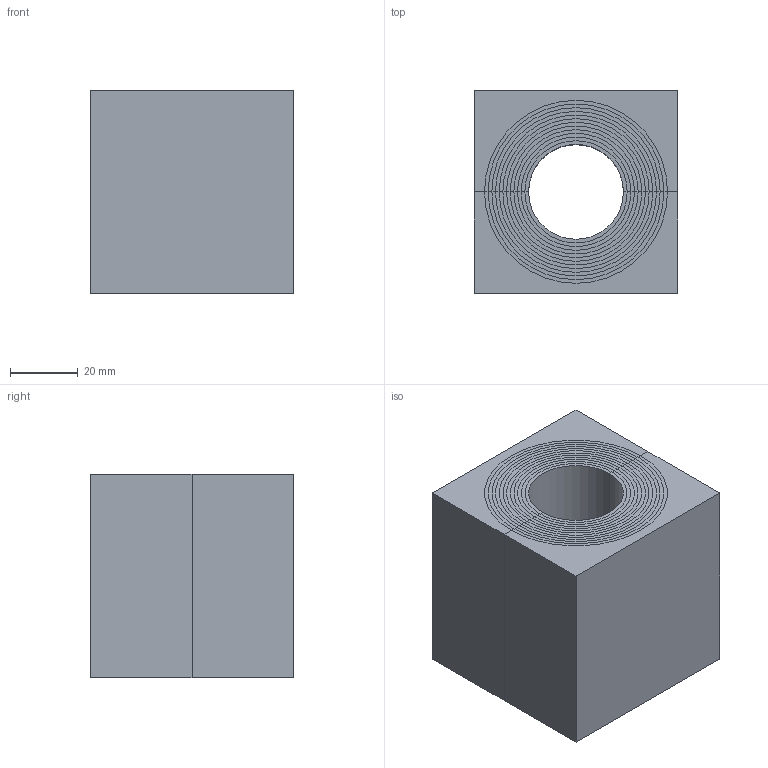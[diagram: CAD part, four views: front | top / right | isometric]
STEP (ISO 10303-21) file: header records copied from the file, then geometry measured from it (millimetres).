
FILE_DESCRIPTION(/* description */ (''),/* implementation_level */ '2;1');
FILE_NAME(/* name */ 'RM 60 WOC.stp',/* time_stamp */ '2024-10-01T08:03:25+02:00',/* author */ ('se-marfre'),/* organization */ (''),/* preprocessor_version */ 'ST-DEVELOPER v19.2',/* originating_system */ 'Autodesk Inventor 2023',/* authorisation */ '');
FILE_SCHEMA (('AUTOMOTIVE_DESIGN { 1 0 10303 214 3 1 1 }'));
Length unit declared in the file: millimetre
Products named in the file (1): RM 60 WOC
Bounding box: 60 x 60 x 60 mm (x, y, z)
Volume: 179054.9 mm3; surface area: 25646.4 mm2
Topology: 1 solids, 1 shells, 60 faces, 124 edges, 64 vertices
Faces by surface type: plane 58, cylinder 2
Entity records: 1657 total; most frequent: DIRECTION 298, CARTESIAN_POINT 249, ORIENTED_EDGE 248, EDGE_CURVE 124, AXIS2_PLACEMENT_3D 113, LINE 72, VECTOR 72, VERTEX_POINT 64
